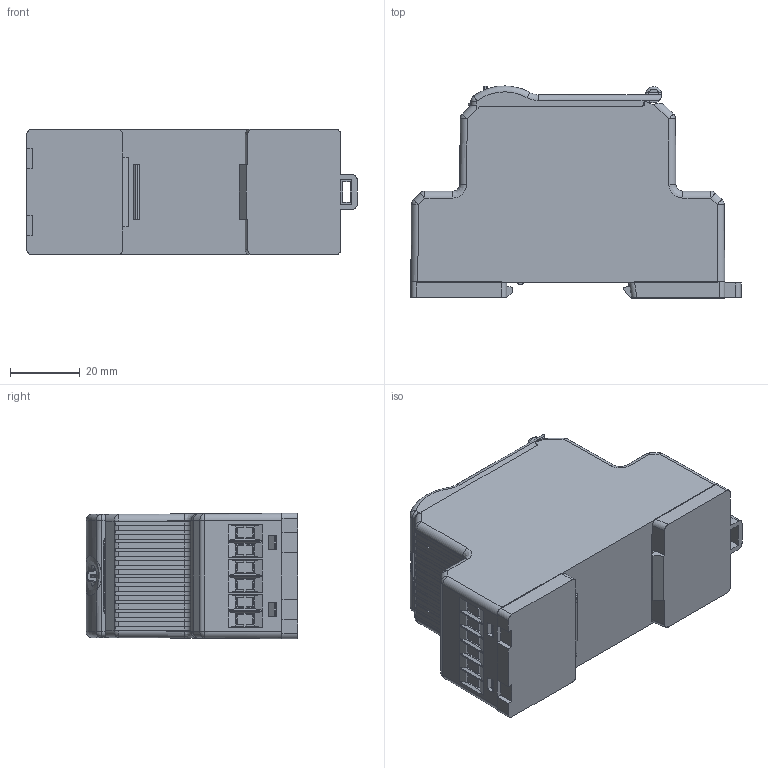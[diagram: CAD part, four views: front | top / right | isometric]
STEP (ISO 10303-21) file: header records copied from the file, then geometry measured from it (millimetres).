
FILE_DESCRIPTION (( 'STEP AP214' ), '1' );
FILE_NAME ('DPR 3120.STEP', '2020-10-14T12:45:41', ( '' ), ( '' ), 'SwSTEP 2.0', 'SolidWorks 2020', '' );
FILE_SCHEMA (( 'AUTOMOTIVE_DESIGN' ));
Length unit declared in the file: millimetre
Products named in the file (1): DPR 3120
Bounding box: 94.7 x 60.76 x 36 mm (x, y, z)
Volume: 149130.2 mm3; surface area: 31624.6 mm2
Topology: 1 solids, 1 shells, 1019 faces, 2833 edges, 1793 vertices
Faces by surface type: plane 654, cylinder 225, cone 52, bspline 39, sphere 30, torus 19
Entity records: 45346 total; most frequent: CARTESIAN_POINT 8971, ORIENTED_EDGE 5646, DIRECTION 4971, EDGE_CURVE 2823, LINE 1893, VECTOR 1893, VERTEX_POINT 1793, AXIS2_PLACEMENT_3D 1539
